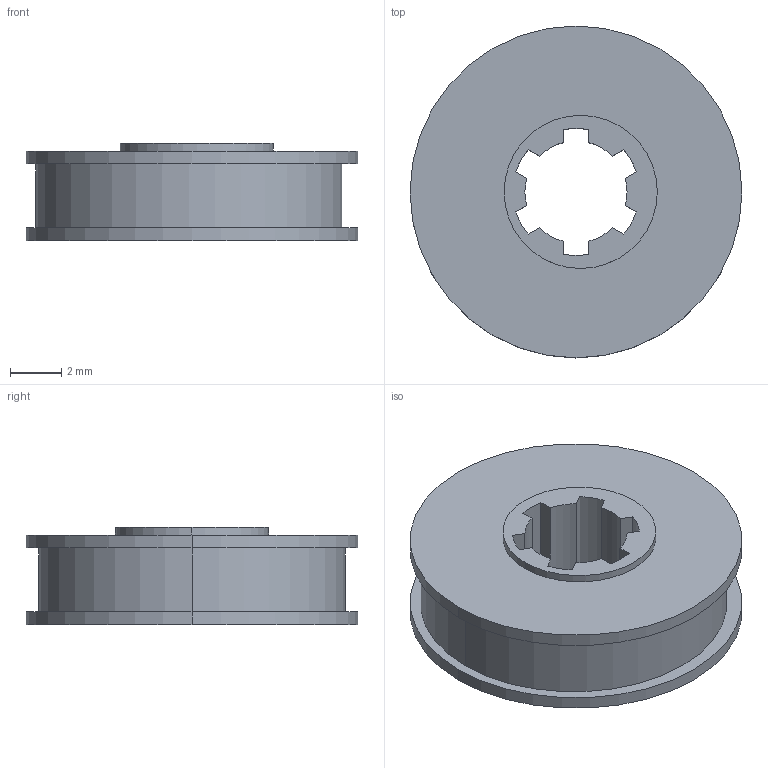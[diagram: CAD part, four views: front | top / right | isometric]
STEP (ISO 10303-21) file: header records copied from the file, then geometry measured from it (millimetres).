
FILE_DESCRIPTION (( 'STEP AP214' ), '1' );
FILE_NAME ('DriveWheel.STEP', '2016-09-28T20:27:39', ( '' ), ( '' ), 'SwSTEP 2.0', 'SolidWorks 2015', '' );
FILE_SCHEMA (( 'AUTOMOTIVE_DESIGN' ));
Length unit declared in the file: millimetre
Products named in the file (1): DriveWheel
Bounding box: 13 x 13 x 3.8 mm (x, y, z)
Volume: 364.9 mm3; surface area: 485 mm2
Topology: 1 solids, 1 shells, 38 faces, 99 edges, 66 vertices
Faces by surface type: cylinder 21, plane 17
Entity records: 1223 total; most frequent: DIRECTION 219, CARTESIAN_POINT 204, ORIENTED_EDGE 198, EDGE_CURVE 99, AXIS2_PLACEMENT_3D 81, VERTEX_POINT 66, VECTOR 57, LINE 57
